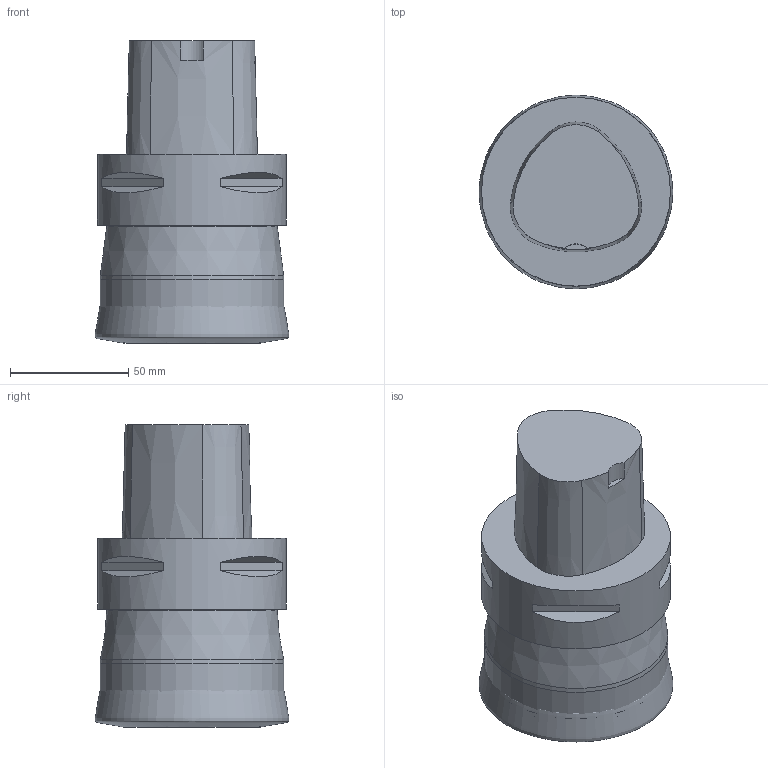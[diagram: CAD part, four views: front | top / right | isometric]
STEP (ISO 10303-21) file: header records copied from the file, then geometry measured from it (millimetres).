
FILE_DESCRIPTION(/* description */ (''),/* implementation_level */ '2;1');
FILE_NAME(/* name */ '1541151252553.stp',/* time_stamp */ '2018-11-02T15:04:24+06:00',/* author */ (''),/* organization */ ('SMS'),/* preprocessor_version */ 'ST-DEVELOPER v15',/* originating_system */ 'SIEMENS PLM Software NX 8.5',/* authorisation */ '');
FILE_SCHEMA (('AUTOMOTIVE_DESIGN { 1 0 10303 214 3 1 1 1 }'));
Length unit declared in the file: millimetre
Products named in the file (4): ASSEMBLY_CONSTRUCTION; 201757593mod000_00; 201839257mod000_00; 201839255mod000_00
Assembly tree (3 placements, depth 2):
  201839255mod000_00
    201839257mod000_00
    201757593mod000_00
    ASSEMBLY_CONSTRUCTION
Bounding box: 81.98 x 81.99 x 128 mm (x, y, z)
Volume: 518362.5 mm3; surface area: 50067.7 mm2
Topology: 2 solids, 2 shells, 39 faces, 89 edges, 72 vertices
Faces by surface type: plane 17, cone 11, torus 7, cylinder 3, bspline 1
Full cylindrical faces by diameter (mm): 77.858 x1, 80 x1
Entity records: 7151 total; most frequent: CARTESIAN_POINT 6107, DIRECTION 210, ORIENTED_EDGE 128, AXIS2_PLACEMENT_3D 94, EDGE_CURVE 64, EDGE_LOOP 58, VERTEX_POINT 49, ADVANCED_FACE 39
